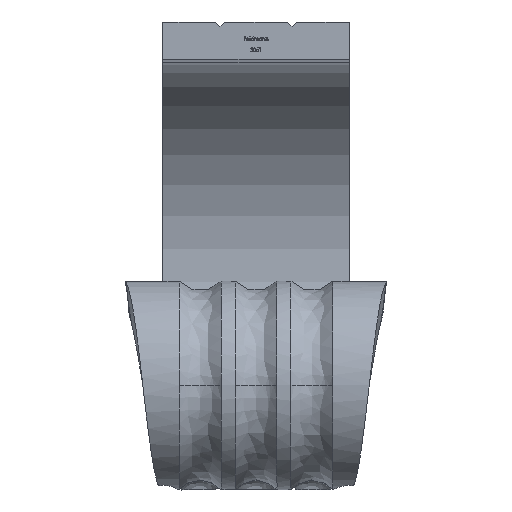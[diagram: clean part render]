
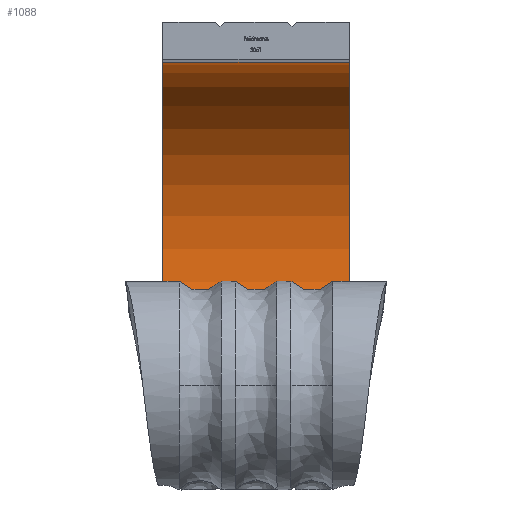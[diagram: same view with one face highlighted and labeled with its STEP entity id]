
A CAD part, top view. The second image highlights one B-rep face of the part: STEP entity #1088.
In plain terms, the highlighted cylindrical face has radius 42 mm (diameter 84 mm), a partial arc.
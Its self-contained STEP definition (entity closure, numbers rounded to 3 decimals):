
#258 = CARTESIAN_POINT ( 'NONE',  ( 0., -42., -350. ) ) ;
#288 = DIRECTION ( 'NONE',  ( -1., 0., 0. ) ) ;
#656 = VERTEX_POINT ( 'NONE', #12472 ) ;
#717 = CIRCLE ( 'NONE', #6647, 42. ) ;
#1009 = CARTESIAN_POINT ( 'NONE',  ( 0., -83.834, -353.728 ) ) ;
#1088 = ADVANCED_FACE ( 'NONE', ( #6549 ), #3765, .F. ) ;
#1337 = AXIS2_PLACEMENT_3D ( 'NONE', #258, #5419, #12594 ) ;
#2063 = EDGE_CURVE ( 'NONE', #656, #8870, #7851, .T. ) ;
#2237 = CARTESIAN_POINT ( 'NONE',  ( 20., -83.834, -353.728 ) ) ;
#2307 = DIRECTION ( 'NONE',  ( -1., 0., 0. ) ) ;
#2476 = CARTESIAN_POINT ( 'NONE',  ( -20., 0., -350. ) ) ;
#2920 = CARTESIAN_POINT ( 'NONE',  ( -20., -83.834, -353.728 ) ) ;
#3388 = DIRECTION ( 'NONE',  ( 1., 0., 0. ) ) ;
#3765 = CYLINDRICAL_SURFACE ( 'NONE', #1337, 42. ) ;
#3917 = CIRCLE ( 'NONE', #7273, 42. ) ;
#4247 = ORIENTED_EDGE ( 'NONE', *, *, #11987, .F. ) ;
#4325 = EDGE_CURVE ( 'NONE', #7661, #6081, #13268, .T. ) ;
#4399 = DIRECTION ( 'NONE',  ( 1., 0., 0. ) ) ;
#5419 = DIRECTION ( 'NONE',  ( -1., 0., 0. ) ) ;
#6081 = VERTEX_POINT ( 'NONE', #2920 ) ;
#6549 = FACE_OUTER_BOUND ( 'NONE', #8949, .T. ) ;
#6647 = AXIS2_PLACEMENT_3D ( 'NONE', #10598, #4399, #11596 ) ;
#7273 = AXIS2_PLACEMENT_3D ( 'NONE', #8588, #2307, #9608 ) ;
#7631 = EDGE_CURVE ( 'NONE', #6081, #656, #717, .T. ) ;
#7644 = ORIENTED_EDGE ( 'NONE', *, *, #4325, .F. ) ;
#7661 = VERTEX_POINT ( 'NONE', #2237 ) ;
#7851 = LINE ( 'NONE', #2476, #8320 ) ;
#8320 = VECTOR ( 'NONE', #3388, 1000. ) ;
#8588 = CARTESIAN_POINT ( 'NONE',  ( 20., -42., -350. ) ) ;
#8796 = ORIENTED_EDGE ( 'NONE', *, *, #2063, .F. ) ;
#8870 = VERTEX_POINT ( 'NONE', #11194 ) ;
#8949 = EDGE_LOOP ( 'NONE', ( #10401, #7644, #4247, #8796 ) ) ;
#9608 = DIRECTION ( 'NONE',  ( 0., 0., 1. ) ) ;
#10401 = ORIENTED_EDGE ( 'NONE', *, *, #7631, .F. ) ;
#10598 = CARTESIAN_POINT ( 'NONE',  ( -20., -42., -350. ) ) ;
#11194 = CARTESIAN_POINT ( 'NONE',  ( 20., 0., -350. ) ) ;
#11596 = DIRECTION ( 'NONE',  ( 0., 0., 1. ) ) ;
#11987 = EDGE_CURVE ( 'NONE', #8870, #7661, #3917, .T. ) ;
#12472 = CARTESIAN_POINT ( 'NONE',  ( -20., 0., -350. ) ) ;
#12594 = DIRECTION ( 'NONE',  ( 0., 0., 1. ) ) ;
#12903 = VECTOR ( 'NONE', #288, 1000. ) ;
#13268 = LINE ( 'NONE', #1009, #12903 ) ;
